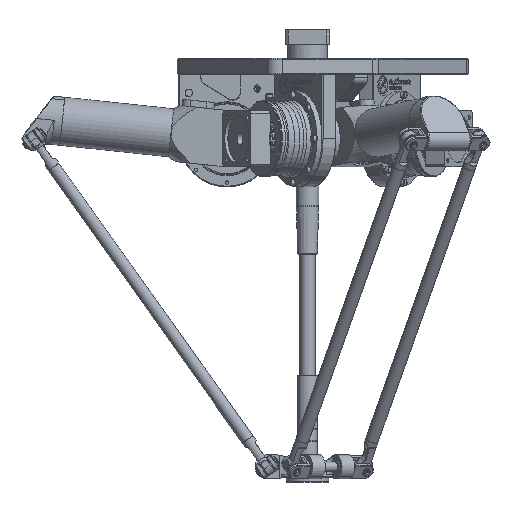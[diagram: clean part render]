
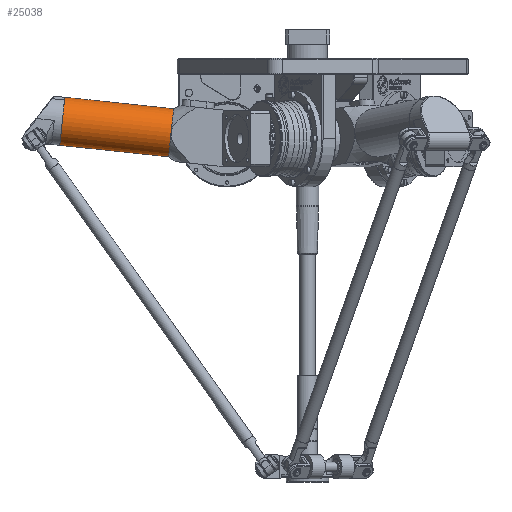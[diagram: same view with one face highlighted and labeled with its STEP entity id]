
A CAD part, front view. The second image highlights one B-rep face of the part: STEP entity #25038.
In plain terms, the highlighted cylindrical face has radius 30 mm (diameter 60 mm), a full revolution.
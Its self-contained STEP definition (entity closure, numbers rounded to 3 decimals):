
#4803=CYLINDRICAL_SURFACE('',#27650,30.);
#6082=FACE_BOUND('',#9225,.T.);
#7332=FACE_OUTER_BOUND('',#9224,.T.);
#9224=EDGE_LOOP('',(#21585));
#9225=EDGE_LOOP('',(#21586,#21587));
#10587=CIRCLE('',#27633,30.);
#10596=CIRCLE('',#27651,30.);
#10597=CIRCLE('',#27652,30.);
#12634=VERTEX_POINT('',#48363);
#12647=VERTEX_POINT('',#48406);
#12648=VERTEX_POINT('',#48407);
#15711=EDGE_CURVE('',#12634,#12634,#10587,.T.);
#15732=EDGE_CURVE('',#12647,#12648,#10596,.T.);
#15733=EDGE_CURVE('',#12648,#12647,#10597,.T.);
#21585=ORIENTED_EDGE('',*,*,#15711,.T.);
#21586=ORIENTED_EDGE('',*,*,#15732,.T.);
#21587=ORIENTED_EDGE('',*,*,#15733,.T.);
#25038=ADVANCED_FACE('',(#7332,#6082),#4803,.T.);
#27633=AXIS2_PLACEMENT_3D('',#48364,#33832,#33833);
#27650=AXIS2_PLACEMENT_3D('',#48405,#33878,#33879);
#27651=AXIS2_PLACEMENT_3D('',#48408,#33880,#33881);
#27652=AXIS2_PLACEMENT_3D('',#48409,#33882,#33883);
#33832=DIRECTION('center_axis',(0.,0.,-1.));
#33833=DIRECTION('ref_axis',(-1.,0.,0.));
#33878=DIRECTION('center_axis',(0.,0.,1.));
#33879=DIRECTION('ref_axis',(-1.,0.,0.));
#33880=DIRECTION('center_axis',(0.,0.,1.));
#33881=DIRECTION('ref_axis',(-1.,0.,0.));
#33882=DIRECTION('center_axis',(0.,0.,1.));
#33883=DIRECTION('ref_axis',(-1.,0.,0.));
#48363=CARTESIAN_POINT('',(0.,-30.,133.569));
#48364=CARTESIAN_POINT('Origin',(0.,0.,133.569));
#48405=CARTESIAN_POINT('Origin',(0.,0.,0.));
#48406=CARTESIAN_POINT('',(-30.,0.,-2.5));
#48407=CARTESIAN_POINT('',(30.,0.,-2.5));
#48408=CARTESIAN_POINT('Origin',(0.,0.,-2.5));
#48409=CARTESIAN_POINT('Origin',(0.,0.,-2.5));
